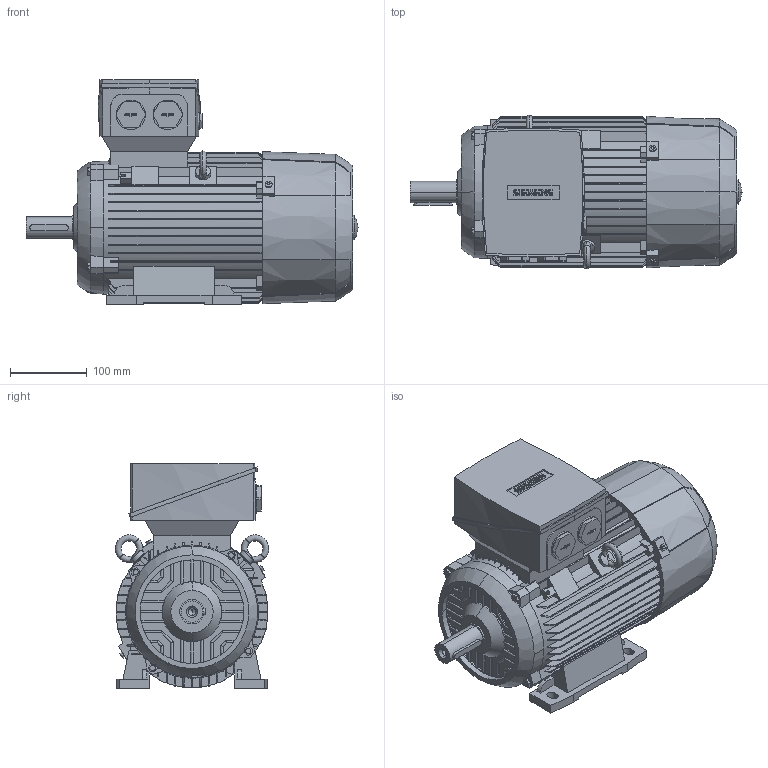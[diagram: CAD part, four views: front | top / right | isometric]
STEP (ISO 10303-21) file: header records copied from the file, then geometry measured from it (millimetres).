
FILE_DESCRIPTION(('STEP AP214'),'1');
FILE_NAME('cctmp_D8EC68DD-8565-426D-B7C6-269EA0C22C6B_2023_06_26_14_37_57_0804..stp','2023-06-26T12:37:58',('SIEMENS A&D'),('CADClick - www.CADClick.com'),'Spatial InterOp 3D',' ','unknown authorization');
FILE_SCHEMA(('AUTOMOTIVE_DESIGN'));
Length unit declared in the file: millimetre
Products named in the file (1): 1
Bounding box: 432.5 x 200.12 x 293 mm (x, y, z)
Volume: 11457929.8 mm3; surface area: 594232.1 mm2
Topology: 7 solids, 7 shells, 1139 faces, 3174 edges, 2084 vertices
Faces by surface type: plane 709, cylinder 248, torus 138, cone 40, sphere 4
Entity records: 51954 total; most frequent: CARTESIAN_POINT 13939, ORIENTED_EDGE 6340, DIRECTION 5709, EDGE_CURVE 3170, VERTEX_POINT 2084, AXIS2_PLACEMENT_3D 1957, LINE 1795, VECTOR 1795
